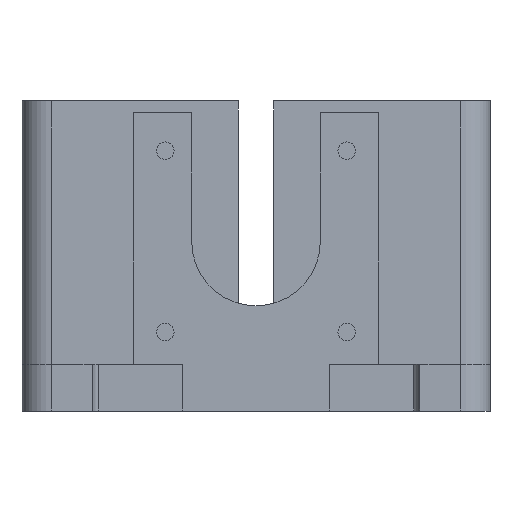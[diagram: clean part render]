
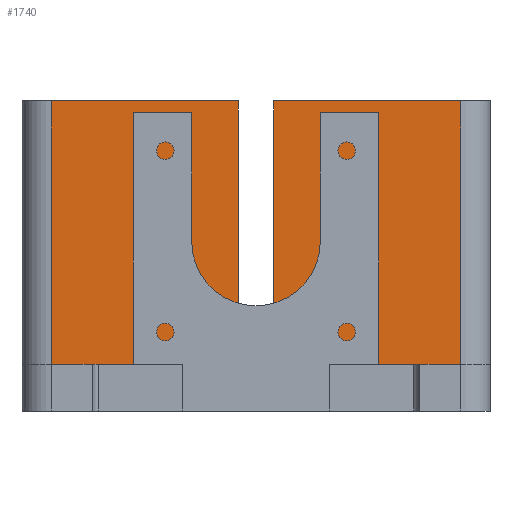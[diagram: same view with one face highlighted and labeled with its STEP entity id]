
A CAD part, front view. The second image highlights one B-rep face of the part: STEP entity #1740.
In plain terms, the highlighted planar face has unit normal (0, -1, 0).
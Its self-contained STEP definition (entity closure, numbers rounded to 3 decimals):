
#1 = PLANE ( 'NONE',  #1852 ) ;
#19 = VERTEX_POINT ( 'NONE', #740 ) ;
#87 = VERTEX_POINT ( 'NONE', #2046 ) ;
#108 = DIRECTION ( 'NONE',  ( 0., 0., 1. ) ) ;
#120 = EDGE_CURVE ( 'NONE', #813, #19, #883, .T. ) ;
#145 = CARTESIAN_POINT ( 'NONE',  ( 35., 25.5, 53. ) ) ;
#168 = DIRECTION ( 'NONE',  ( 1., 0., 0. ) ) ;
#184 = ORIENTED_EDGE ( 'NONE', *, *, #616, .F. ) ;
#185 = CARTESIAN_POINT ( 'NONE',  ( -40., 25.5, 53. ) ) ;
#203 = CARTESIAN_POINT ( 'NONE',  ( 3., 25.5, 53. ) ) ;
#224 = VERTEX_POINT ( 'NONE', #1818 ) ;
#270 = VECTOR ( 'NONE', #168, 1000. ) ;
#314 = EDGE_CURVE ( 'NONE', #891, #341, #329, .T. ) ;
#329 = LINE ( 'NONE', #185, #1456 ) ;
#341 = VERTEX_POINT ( 'NONE', #145 ) ;
#346 = CARTESIAN_POINT ( 'NONE',  ( -40., 25.5, 53. ) ) ;
#354 = ORIENTED_EDGE ( 'NONE', *, *, #314, .F. ) ;
#359 = ORIENTED_EDGE ( 'NONE', *, *, #1918, .F. ) ;
#366 = CARTESIAN_POINT ( 'NONE',  ( -40., 25.5, 8. ) ) ;
#407 = VECTOR ( 'NONE', #1189, 1000. ) ;
#435 = LINE ( 'NONE', #1075, #270 ) ;
#563 = CARTESIAN_POINT ( 'NONE',  ( -35., 25.5, 53. ) ) ;
#581 = LINE ( 'NONE', #869, #1303 ) ;
#616 = EDGE_CURVE ( 'NONE', #87, #891, #1066, .T. ) ;
#630 = ORIENTED_EDGE ( 'NONE', *, *, #1146, .T. ) ;
#740 = CARTESIAN_POINT ( 'NONE',  ( -35., 25.5, 8. ) ) ;
#793 = VECTOR ( 'NONE', #1600, 1000. ) ;
#813 = VERTEX_POINT ( 'NONE', #1872 ) ;
#837 = DIRECTION ( 'NONE',  ( 0., 0., -1. ) ) ;
#869 = CARTESIAN_POINT ( 'NONE',  ( 35., 25.5, 53. ) ) ;
#883 = LINE ( 'NONE', #563, #1263 ) ;
#891 = VERTEX_POINT ( 'NONE', #203 ) ;
#907 = EDGE_LOOP ( 'NONE', ( #1514, #1669, #354, #184, #359, #630, #1375, #2041 ) ) ;
#939 = CARTESIAN_POINT ( 'NONE',  ( 35., 25.5, 8. ) ) ;
#1055 = DIRECTION ( 'NONE',  ( 1., 0., 0. ) ) ;
#1066 = LINE ( 'NONE', #1213, #1188 ) ;
#1075 = CARTESIAN_POINT ( 'NONE',  ( -40., 25.5, 53. ) ) ;
#1146 = EDGE_CURVE ( 'NONE', #1281, #224, #1171, .T. ) ;
#1148 = LINE ( 'NONE', #366, #793 ) ;
#1171 = LINE ( 'NONE', #1801, #407 ) ;
#1188 = VECTOR ( 'NONE', #1859, 1000. ) ;
#1189 = DIRECTION ( 'NONE',  ( 0., 0., 1. ) ) ;
#1213 = CARTESIAN_POINT ( 'NONE',  ( 3., 25.5, 11. ) ) ;
#1250 = EDGE_CURVE ( 'NONE', #813, #224, #435, .T. ) ;
#1252 = DIRECTION ( 'NONE',  ( 1., 0., 0. ) ) ;
#1263 = VECTOR ( 'NONE', #837, 1000. ) ;
#1281 = VERTEX_POINT ( 'NONE', #1879 ) ;
#1303 = VECTOR ( 'NONE', #108, 1000. ) ;
#1305 = DIRECTION ( 'NONE',  ( 0., 0., 1. ) ) ;
#1318 = VECTOR ( 'NONE', #1055, 1000. ) ;
#1322 = LINE ( 'NONE', #1479, #1318 ) ;
#1375 = ORIENTED_EDGE ( 'NONE', *, *, #1250, .F. ) ;
#1416 = FACE_OUTER_BOUND ( 'NONE', #907, .T. ) ;
#1456 = VECTOR ( 'NONE', #1252, 1000. ) ;
#1479 = CARTESIAN_POINT ( 'NONE',  ( -3., 25.5, 11. ) ) ;
#1514 = ORIENTED_EDGE ( 'NONE', *, *, #1813, .T. ) ;
#1600 = DIRECTION ( 'NONE',  ( 1., 0., 0. ) ) ;
#1607 = VERTEX_POINT ( 'NONE', #939 ) ;
#1623 = DIRECTION ( 'NONE',  ( 0., 1., 0. ) ) ;
#1669 = ORIENTED_EDGE ( 'NONE', *, *, #1979, .T. ) ;
#1740 = ADVANCED_FACE ( 'NONE', ( #1416 ), #1, .F. ) ;
#1801 = CARTESIAN_POINT ( 'NONE',  ( -3., 25.5, 11. ) ) ;
#1813 = EDGE_CURVE ( 'NONE', #19, #1607, #1148, .T. ) ;
#1818 = CARTESIAN_POINT ( 'NONE',  ( -3., 25.5, 53. ) ) ;
#1852 = AXIS2_PLACEMENT_3D ( 'NONE', #346, #1623, #1305 ) ;
#1859 = DIRECTION ( 'NONE',  ( 0., 0., 1. ) ) ;
#1872 = CARTESIAN_POINT ( 'NONE',  ( -35., 25.5, 53. ) ) ;
#1879 = CARTESIAN_POINT ( 'NONE',  ( -3., 25.5, 11. ) ) ;
#1918 = EDGE_CURVE ( 'NONE', #1281, #87, #1322, .T. ) ;
#1979 = EDGE_CURVE ( 'NONE', #1607, #341, #581, .T. ) ;
#2041 = ORIENTED_EDGE ( 'NONE', *, *, #120, .T. ) ;
#2046 = CARTESIAN_POINT ( 'NONE',  ( 3., 25.5, 11. ) ) ;
